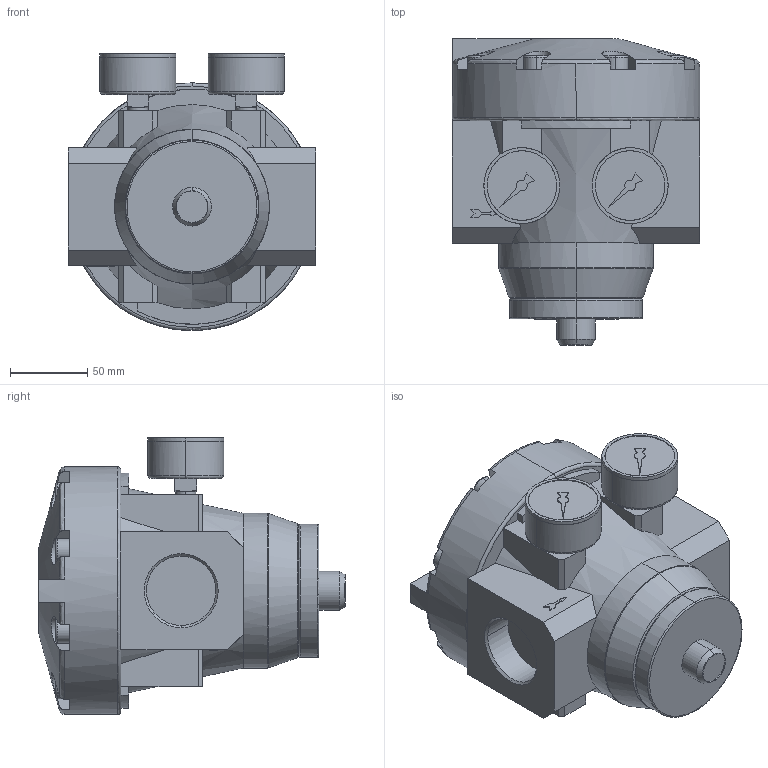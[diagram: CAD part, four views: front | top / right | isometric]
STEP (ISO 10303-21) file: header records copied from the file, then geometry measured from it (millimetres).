
FILE_DESCRIPTION(/* description */ (''),/* implementation_level */ '2;1');
FILE_NAME(/* name */ 'DRI8~0U8',/* time_stamp */ '2018-12-13T08:18:24+01:00',/* author */ (''),/* organization */ (''),/* preprocessor_version */ 'ST-DEVELOPER v15',/* originating_system */ '',/* authorisation */ '');
FILE_SCHEMA (('CONFIG_CONTROL_DESIGN'));
Length unit declared in the file: millimetre
Products named in the file (4): Document; _637.307-2; 9.1587.00.100.0V; _637.306(00)-1
Assembly tree (4 placements, depth 3):
  Document
    _637.307-2  x2
    9.1587.00.100.0V
      _637.306(00)-1
Bounding box: 160 x 198 x 179 mm (x, y, z)
Volume: 2529217.9 mm3; surface area: 148709.6 mm2
Topology: 3 solids, 3 shells, 374 faces, 916 edges, 588 vertices
Faces by surface type: plane 228, bspline 146
Entity records: 12327 total; most frequent: CARTESIAN_POINT 6571, ORIENTED_EDGE 1682, EDGE_CURVE 841, B_SPLINE_CURVE_WITH_KNOTS 585, VERTEX_POINT 540, EDGE_LOOP 375, ADVANCED_FACE 340, FACE_OUTER_BOUND 340
